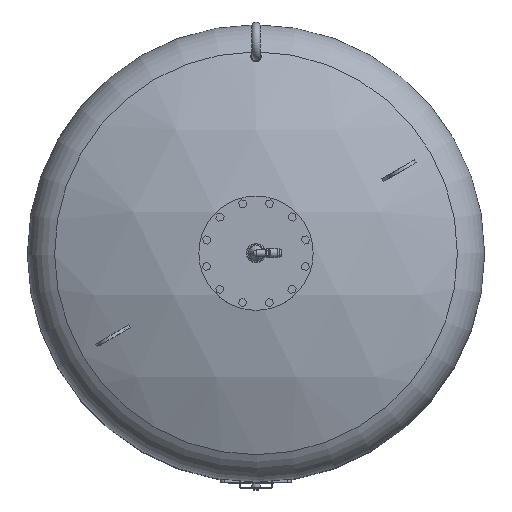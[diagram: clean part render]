
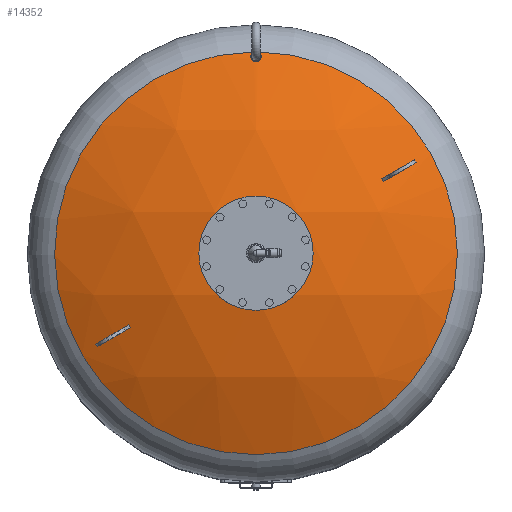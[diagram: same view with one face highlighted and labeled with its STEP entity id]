
A CAD part, top view. The second image highlights one B-rep face of the part: STEP entity #14352.
In plain terms, the highlighted spherical face has radius 1509 mm.
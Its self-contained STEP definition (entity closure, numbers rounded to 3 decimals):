
#33=SPHERICAL_SURFACE('',#15592,1509.);
#64=B_SPLINE_CURVE_WITH_KNOTS('',3,(#23102,#23103,#23104,#23105,#23106,
#23107,#23108,#23109,#23110,#23111,#23112,#23113,#23114,#23115,#23116,#23117,
#23118,#23119,#23120,#23121,#23122,#23123,#23124,#23125,#23126,#23127,#23128,
#23129,#23130,#23131,#23132,#23133,#23134,#23135,#23136,#23137,#23138,#23139,
#23140,#23141,#23142,#23143,#23144,#23145,#23146,#23147,#23148,#23149,#23150,
#23151,#23152,#23153,#23154,#23155,#23156,#23157,#23158,#23159,#23160),
 .UNSPECIFIED.,.F.,.F.,(4,2,2,2,2,2,3,2,2,2,2,2,2,2,2,2,2,2,2,2,2,2,2,2,
2,2,2,2,4),(-20.379,-17.286,-14.127,-10.596,
-7.064,-3.532,0.,3.529,7.058,
10.587,14.116,17.274,20.432,23.59,
26.748,29.906,33.064,36.222,39.38,
42.909,46.438,49.966,53.495,57.027,
60.559,64.091,67.623,70.781,73.874),
 .UNSPECIFIED.);
#4489=FACE_OUTER_BOUND('',#5567,.T.);
#5567=EDGE_LOOP('',(#12120,#12121));
#6403=CIRCLE('',#15593,660.607);
#7380=VERTEX_POINT('',#23092);
#7381=VERTEX_POINT('',#23093);
#9072=EDGE_CURVE('',#7381,#7380,#64,.T.);
#9073=EDGE_CURVE('',#7381,#7380,#6403,.T.);
#12120=ORIENTED_EDGE('',*,*,#9072,.T.);
#12121=ORIENTED_EDGE('',*,*,#9073,.F.);
#14352=ADVANCED_FACE('',(#4489),#33,.T.);
#15592=AXIS2_PLACEMENT_3D('',#23161,#18624,#18625);
#15593=AXIS2_PLACEMENT_3D('',#23162,#18626,#18627);
#18624=DIRECTION('center_axis',(0.,-1.,0.));
#18625=DIRECTION('ref_axis',(-1.,0.,0.));
#18626=DIRECTION('center_axis',(0.,0.,
-1.));
#18627=DIRECTION('ref_axis',(1.,0.,0.));
#23092=CARTESIAN_POINT('',(-6.429,660.575,2225.717));
#23093=CARTESIAN_POINT('',(6.429,660.575,2225.717));
#23102=CARTESIAN_POINT('Ctrl Pts',(6.429,660.575,2225.717));
#23103=CARTESIAN_POINT('Ctrl Pts',(7.422,660.165,2225.911));
#23104=CARTESIAN_POINT('Ctrl Pts',(8.37,659.662,2226.151));
#23105=CARTESIAN_POINT('Ctrl Pts',(10.138,658.502,2226.702));
#23106=CARTESIAN_POINT('Ctrl Pts',(10.954,657.842,2227.015));
#23107=CARTESIAN_POINT('Ctrl Pts',(12.482,656.375,2227.712));
#23108=CARTESIAN_POINT('Ctrl Pts',(13.227,655.501,2228.127));
#23109=CARTESIAN_POINT('Ctrl Pts',(14.531,653.608,2229.025));
#23110=CARTESIAN_POINT('Ctrl Pts',(15.088,652.589,2229.508));
#23111=CARTESIAN_POINT('Ctrl Pts',(15.978,650.471,2230.512));
#23112=CARTESIAN_POINT('Ctrl Pts',(16.312,649.371,2231.033));
#23113=CARTESIAN_POINT('Ctrl Pts',(16.748,647.168,2232.076));
#23114=CARTESIAN_POINT('Ctrl Pts',(16.85,646.064,2232.598));
#23115=CARTESIAN_POINT('Ctrl Pts',(16.85,645.,2233.101));
#23116=CARTESIAN_POINT('Ctrl Pts',(16.85,643.937,2233.604));
#23117=CARTESIAN_POINT('Ctrl Pts',(16.748,642.834,2234.125));
#23118=CARTESIAN_POINT('Ctrl Pts',(16.312,640.631,2235.166));
#23119=CARTESIAN_POINT('Ctrl Pts',(15.979,639.532,2235.684));
#23120=CARTESIAN_POINT('Ctrl Pts',(15.09,637.414,2236.683));
#23121=CARTESIAN_POINT('Ctrl Pts',(14.532,636.394,2237.164));
#23122=CARTESIAN_POINT('Ctrl Pts',(13.23,634.501,2238.056));
#23123=CARTESIAN_POINT('Ctrl Pts',(12.484,633.628,2238.468));
#23124=CARTESIAN_POINT('Ctrl Pts',(10.956,632.159,2239.159));
#23125=CARTESIAN_POINT('Ctrl Pts',(10.14,631.5,2239.47));
#23126=CARTESIAN_POINT('Ctrl Pts',(8.353,630.327,2240.022));
#23127=CARTESIAN_POINT('Ctrl Pts',(7.383,629.814,2240.263));
#23128=CARTESIAN_POINT('Ctrl Pts',(5.351,628.984,2240.653));
#23129=CARTESIAN_POINT('Ctrl Pts',(4.286,628.668,2240.802));
#23130=CARTESIAN_POINT('Ctrl Pts',(2.137,628.25,2240.998));
#23131=CARTESIAN_POINT('Ctrl Pts',(1.053,628.15,2241.045));
#23132=CARTESIAN_POINT('Ctrl Pts',(-1.053,628.15,2241.045));
#23133=CARTESIAN_POINT('Ctrl Pts',(-2.137,628.25,2240.998));
#23134=CARTESIAN_POINT('Ctrl Pts',(-4.286,628.668,2240.802));
#23135=CARTESIAN_POINT('Ctrl Pts',(-5.351,628.984,2240.653));
#23136=CARTESIAN_POINT('Ctrl Pts',(-7.383,629.814,2240.263));
#23137=CARTESIAN_POINT('Ctrl Pts',(-8.353,630.327,2240.022));
#23138=CARTESIAN_POINT('Ctrl Pts',(-10.14,631.5,2239.47));
#23139=CARTESIAN_POINT('Ctrl Pts',(-10.956,632.159,2239.159));
#23140=CARTESIAN_POINT('Ctrl Pts',(-12.484,633.628,2238.468));
#23141=CARTESIAN_POINT('Ctrl Pts',(-13.23,634.501,2238.056));
#23142=CARTESIAN_POINT('Ctrl Pts',(-14.532,636.394,2237.164));
#23143=CARTESIAN_POINT('Ctrl Pts',(-15.09,637.414,2236.683));
#23144=CARTESIAN_POINT('Ctrl Pts',(-15.979,639.532,2235.684));
#23145=CARTESIAN_POINT('Ctrl Pts',(-16.312,640.631,2235.166));
#23146=CARTESIAN_POINT('Ctrl Pts',(-16.748,642.834,2234.125));
#23147=CARTESIAN_POINT('Ctrl Pts',(-16.85,643.937,2233.604));
#23148=CARTESIAN_POINT('Ctrl Pts',(-16.85,646.064,2232.598));
#23149=CARTESIAN_POINT('Ctrl Pts',(-16.748,647.168,2232.076));
#23150=CARTESIAN_POINT('Ctrl Pts',(-16.312,649.371,2231.033));
#23151=CARTESIAN_POINT('Ctrl Pts',(-15.978,650.471,2230.512));
#23152=CARTESIAN_POINT('Ctrl Pts',(-15.088,652.589,2229.508));
#23153=CARTESIAN_POINT('Ctrl Pts',(-14.531,653.608,2229.025));
#23154=CARTESIAN_POINT('Ctrl Pts',(-13.227,655.501,2228.127));
#23155=CARTESIAN_POINT('Ctrl Pts',(-12.482,656.375,2227.712));
#23156=CARTESIAN_POINT('Ctrl Pts',(-10.954,657.842,2227.015));
#23157=CARTESIAN_POINT('Ctrl Pts',(-10.138,658.502,2226.702));
#23158=CARTESIAN_POINT('Ctrl Pts',(-8.37,659.662,2226.151));
#23159=CARTESIAN_POINT('Ctrl Pts',(-7.422,660.165,2225.911));
#23160=CARTESIAN_POINT('Ctrl Pts',(-6.429,660.575,2225.717));
#23161=CARTESIAN_POINT('Origin',(0.,0.,
869.));
#23162=CARTESIAN_POINT('Origin',(0.,0.,
2225.717));
